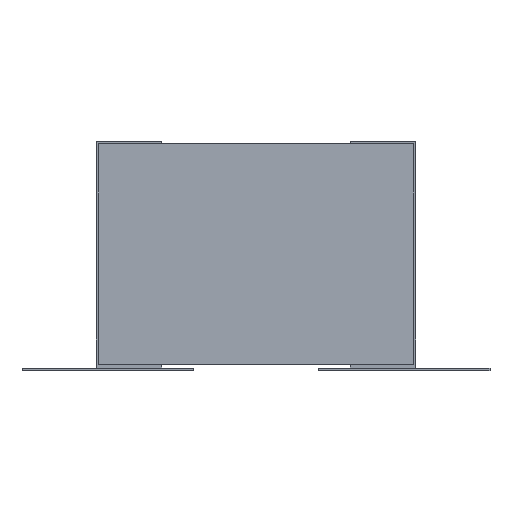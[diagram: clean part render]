
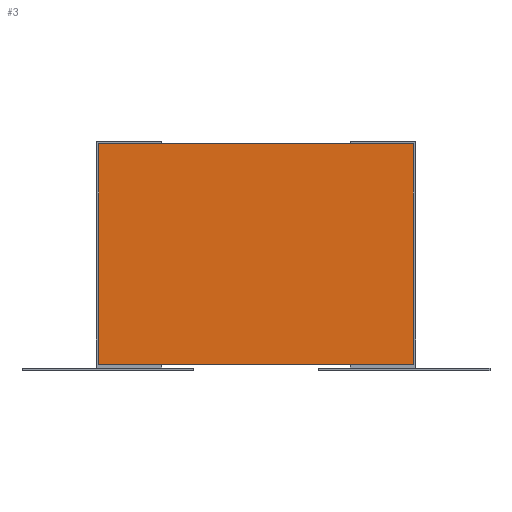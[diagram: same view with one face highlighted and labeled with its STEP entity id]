
A CAD part, left-side view. The second image highlights one B-rep face of the part: STEP entity #3.
In plain terms, the highlighted planar face has unit normal (-1, 0, 0).
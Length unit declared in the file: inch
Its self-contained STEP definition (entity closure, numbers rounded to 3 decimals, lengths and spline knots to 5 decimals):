
#3 = ADVANCED_FACE ( 'NONE', ( #1537 ), #997, .T. ) ;
#88 = EDGE_CURVE ( 'NONE', #122, #1311, #1686, .T. ) ;
#122 = VERTEX_POINT ( 'NONE', #183 ) ;
#151 = ORIENTED_EDGE ( 'NONE', *, *, #1078, .F. ) ;
#183 = CARTESIAN_POINT ( 'NONE',  ( -0.01969, -0.02461, 0.00398 ) ) ;
#206 = DIRECTION ( 'NONE',  ( 0., 1., 0. ) ) ;
#213 = CARTESIAN_POINT ( 'NONE',  ( -0.01969, -0.02461, 0.03843 ) ) ;
#226 = VECTOR ( 'NONE', #1085, 39.37008 ) ;
#254 = CARTESIAN_POINT ( 'NONE',  ( -0.01969, -0.02461, 0.00398 ) ) ;
#274 = DIRECTION ( 'NONE',  ( -1., 0., 0. ) ) ;
#338 = EDGE_CURVE ( 'NONE', #1255, #947, #644, .T. ) ;
#349 = EDGE_LOOP ( 'NONE', ( #1121, #1498, #1377, #151 ) ) ;
#368 = CARTESIAN_POINT ( 'NONE',  ( -0.01969, 0.02461, 0.00398 ) ) ;
#390 = CARTESIAN_POINT ( 'NONE',  ( -0.01969, -0.02461, 0.00398 ) ) ;
#395 = VECTOR ( 'NONE', #479, 39.37008 ) ;
#479 = DIRECTION ( 'NONE',  ( 0., 1., 0. ) ) ;
#644 = LINE ( 'NONE', #368, #226 ) ;
#803 = EDGE_CURVE ( 'NONE', #1311, #947, #1766, .T. ) ;
#912 = VECTOR ( 'NONE', #1733, 39.37008 ) ;
#921 = CARTESIAN_POINT ( 'NONE',  ( -0.01969, -0.02461, 0.00398 ) ) ;
#947 = VERTEX_POINT ( 'NONE', #1833 ) ;
#957 = LINE ( 'NONE', #921, #1577 ) ;
#997 = PLANE ( 'NONE',  #1160 ) ;
#1078 = EDGE_CURVE ( 'NONE', #122, #1255, #957, .T. ) ;
#1085 = DIRECTION ( 'NONE',  ( 0., 0., 1. ) ) ;
#1121 = ORIENTED_EDGE ( 'NONE', *, *, #88, .T. ) ;
#1160 = AXIS2_PLACEMENT_3D ( 'NONE', #254, #274, #1852 ) ;
#1255 = VERTEX_POINT ( 'NONE', #1477 ) ;
#1311 = VERTEX_POINT ( 'NONE', #1324 ) ;
#1324 = CARTESIAN_POINT ( 'NONE',  ( -0.01969, -0.02461, 0.03843 ) ) ;
#1377 = ORIENTED_EDGE ( 'NONE', *, *, #338, .F. ) ;
#1477 = CARTESIAN_POINT ( 'NONE',  ( -0.01969, 0.02461, 0.00398 ) ) ;
#1498 = ORIENTED_EDGE ( 'NONE', *, *, #803, .T. ) ;
#1537 = FACE_OUTER_BOUND ( 'NONE', #349, .T. ) ;
#1577 = VECTOR ( 'NONE', #206, 39.37008 ) ;
#1686 = LINE ( 'NONE', #390, #912 ) ;
#1733 = DIRECTION ( 'NONE',  ( 0., 0., 1. ) ) ;
#1766 = LINE ( 'NONE', #213, #395 ) ;
#1833 = CARTESIAN_POINT ( 'NONE',  ( -0.01969, 0.02461, 0.03843 ) ) ;
#1852 = DIRECTION ( 'NONE',  ( 0., 0., 1. ) ) ;
